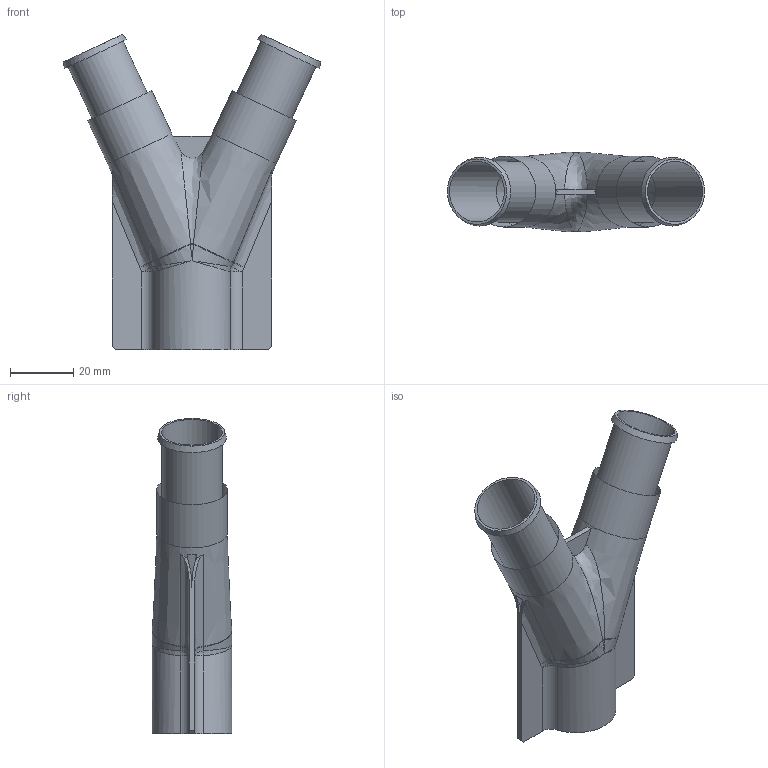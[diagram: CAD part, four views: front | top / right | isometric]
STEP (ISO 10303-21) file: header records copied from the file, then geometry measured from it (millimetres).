
FILE_DESCRIPTION(/* description */ (''),/* implementation_level */ '2;1');
FILE_NAME(/* name */ 'BOQUILLA_int_1.stp',/* time_stamp */ '2020-04-02T18:01:29+02:00',/* author */ ('Usuario'),/* organization */ (''),/* preprocessor_version */ 'ST-DEVELOPER v17',/* originating_system */ 'Autodesk Inventor 2018',/* authorisation */ '');
FILE_SCHEMA (('CONFIG_CONTROL_DESIGN'));
Length unit declared in the file: millimetre
Products named in the file (1): BOQUILLA_int_1.6
Bounding box: 81.14 x 25.1 x 99.34 mm (x, y, z)
Volume: 18402.7 mm3; surface area: 24507 mm2
Topology: 1 solids, 1 shells, 103 faces, 252 edges, 142 vertices
Faces by surface type: bspline 42, cylinder 27, plane 16, cone 10, sphere 4, torus 4
Full cylindrical faces by diameter (mm): 19.1 x2, 21.9 x1, 22.3 x2
Entity records: 3787 total; most frequent: CARTESIAN_POINT 1577, ORIENTED_EDGE 492, DIRECTION 399, EDGE_CURVE 246, AXIS2_PLACEMENT_3D 169, VERTEX_POINT 142, EDGE_LOOP 108, FACE_OUTER_BOUND 103
